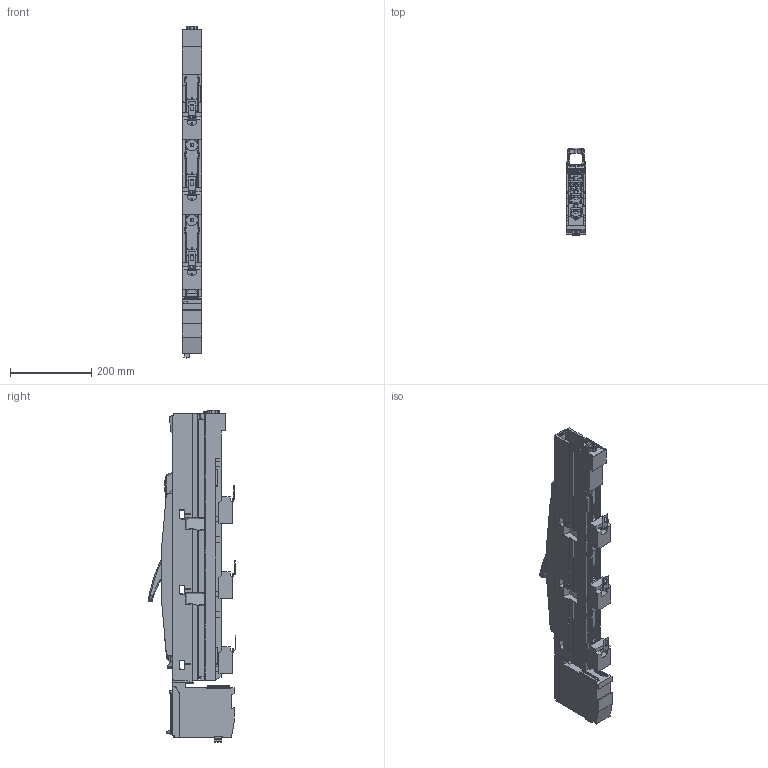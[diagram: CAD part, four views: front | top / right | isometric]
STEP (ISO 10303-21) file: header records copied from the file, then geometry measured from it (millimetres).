
FILE_DESCRIPTION((''),'2;1');
FILE_NAME('1SEP622696R0001','2023-03-29T17:33:56',('sarey'),(''),'CREO PARAMETRIC BY PTC INC, 2017260','CREO PARAMETRIC BY PTC INC, 2017260','');
FILE_SCHEMA(('AUTOMOTIVE_DESIGN { 1 0 10303 214 1 1 1 1 }'));
Products named in the file (1): 1SEP622696R0001
Bounding box: 48.97 x 215.68 x 818.1 mm (x, y, z)
Surface area: 612482.7 mm2 (no closed solid volume)
Topology: 0 solids, 186 shells, 2214 faces, 9118 edges, 7012 vertices
Faces by surface type: plane 1556, cylinder 503, extrusion 69, bspline 28, torus 24, cone 24, sphere 10
Entity records: 127879 total; most frequent: CARTESIAN_POINT 31557, ORIENTED_EDGE 14649, DIRECTION 12375, EDGE_CURVE 9103, PRESENTATION_STYLE_ASSIGNMENT 7338, STYLED_ITEM 7338, VERTEX_POINT 7012, VECTOR 6711
